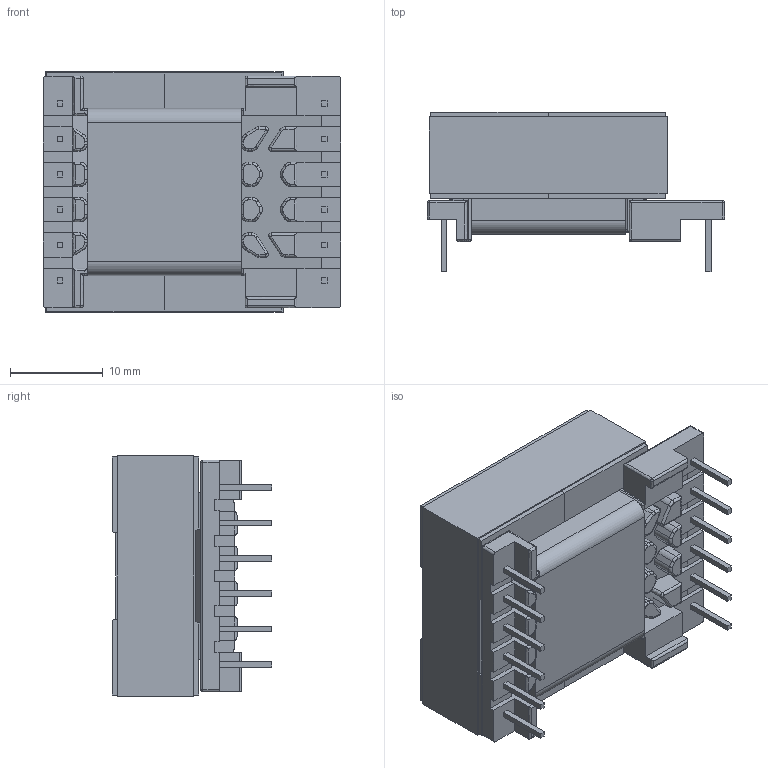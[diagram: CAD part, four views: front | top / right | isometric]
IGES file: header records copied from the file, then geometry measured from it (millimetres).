
Start section: SolidWorks IGES file using analytic representation for surfaces
Global section: file name: EFD25_6008.IGS; native system: SolidWorks 2017; preprocessor: SolidWorks 2017; author: tisha.pedersen; date: 190131.132255; units: inch
Bounding box: 32.01 x 17.19 x 25.97 mm (x, y, z)
Surface area: 9668.9 mm2 (no closed solid volume)
Topology: 0 solids, 0 shells, 478 faces, 3190 edges, 3183 vertices
Faces by surface type: bspline 314, revolution 164
